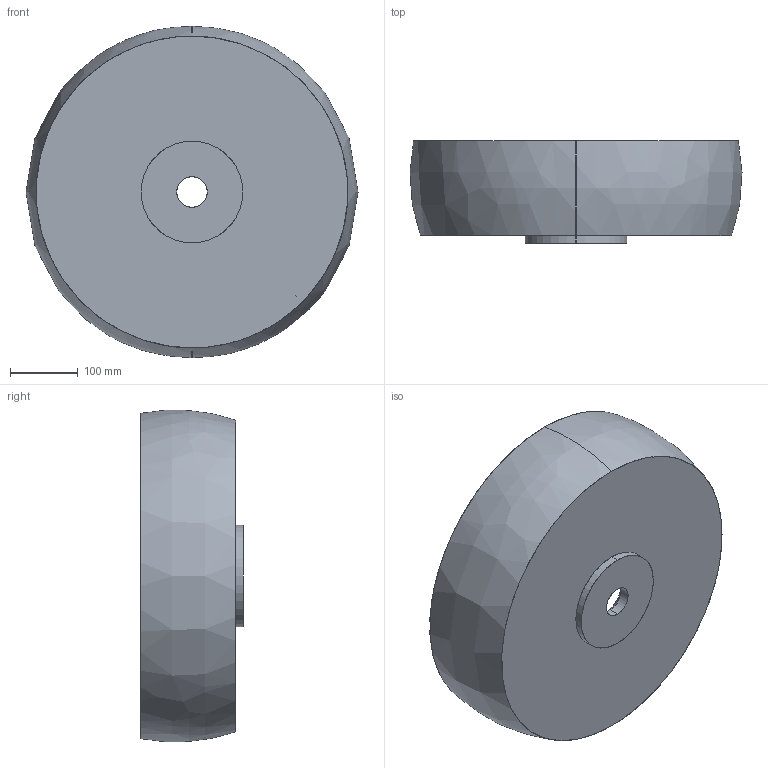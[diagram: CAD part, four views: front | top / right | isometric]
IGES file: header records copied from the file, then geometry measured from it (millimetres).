
Start section: SolidWorks IGES file using analytic representation for surfaces
Global section: file name: D603.IGS; native system: SolidWorks 2017; preprocessor: SolidWorks 2017; author: S.Gottwald; date: 180412.150646; units: millimetre
Bounding box: 489.92 x 151.48 x 489 mm (x, y, z)
Surface area: 707496.6 mm2 (no closed solid volume)
Topology: 0 solids, 0 shells, 18 faces, 256 edges, 256 vertices
Faces by surface type: revolution 10, bspline 8
